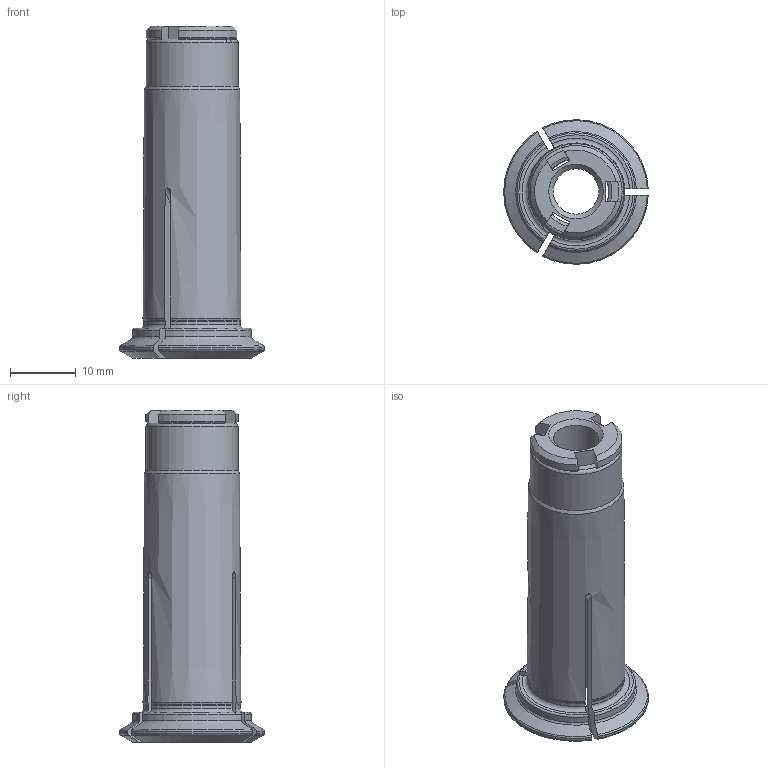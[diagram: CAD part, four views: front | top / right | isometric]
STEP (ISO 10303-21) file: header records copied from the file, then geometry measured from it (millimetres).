
FILE_DESCRIPTION(/* description */ (''),/* implementation_level */ '2;1');
FILE_NAME(/* name */ '171510004.stp',/* time_stamp */ '2021-01-08T12:13:00',/* author */ ('LRA'),/* organization */ ('REGO-FIX'),/* preprocessor_version */ ' Unknown',/* originating_system */ 'SIEMENS PLM Software Solid Edge ST10',/* authorization */ 'Unknown');
FILE_SCHEMA (('AUTOMOTIVE_DESIGN { 1 0 10303 214 2 1 1}'));
Length unit declared in the file: millimetre
Products named in the file (1): NOCUT
Bounding box: 21.99 x 21.99 x 50.5 mm (x, y, z)
Surface area: 5005.6 mm2 (no closed solid volume)
Topology: 0 solids, 1 shells, 105 faces, 338 edges, 221 vertices
Faces by surface type: plane 28, cone 26, cylinder 26, torus 25
Full cylindrical faces by diameter (mm): 6.917 x1, 10 x1, 10.917 x1, 12.2 x1, 14 x1
Entity records: 4574 total; most frequent: CARTESIAN_POINT 866, ORIENTED_EDGE 640, DIRECTION 618, EDGE_CURVE 320, AXIS2_PLACEMENT_3D 246, VERTEX_POINT 215, CIRCLE 134, LINE 126
